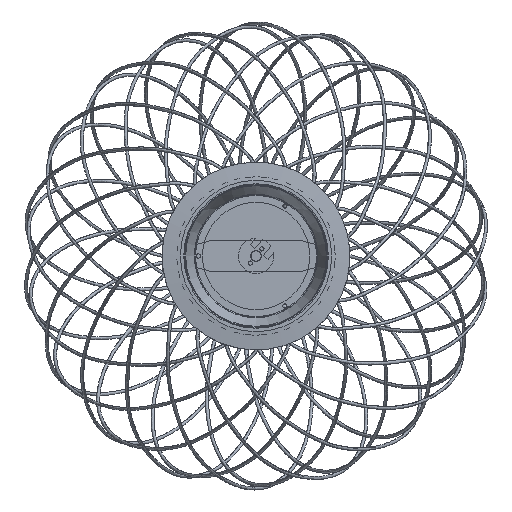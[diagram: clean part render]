
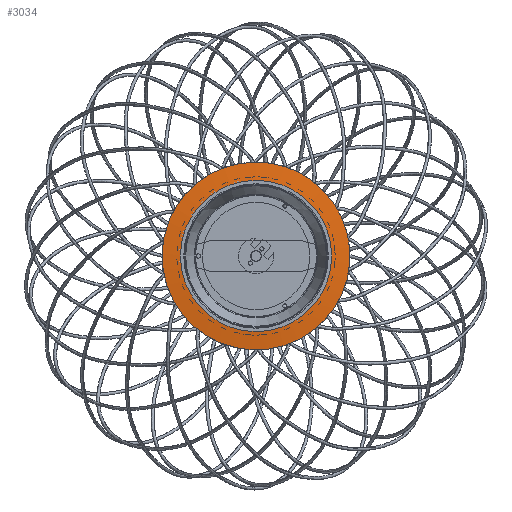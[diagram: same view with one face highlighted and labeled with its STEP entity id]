
A CAD part, front view. The second image highlights one B-rep face of the part: STEP entity #3034.
In plain terms, the highlighted conical face has half-angle 83.88 degrees and reference radius 89.329 mm.
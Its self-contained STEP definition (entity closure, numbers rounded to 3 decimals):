
#249=CONICAL_SURFACE('',#3352,89.329,1.464);
#575=FACE_OUTER_BOUND('',#718,.T.);
#718=EDGE_LOOP('',(#2320,#2321,#2322,#2323,#2324,#2325,#2326));
#1018=LINE('',#4302,#1140);
#1140=VECTOR('',#3711,89.329);
#1307=CIRCLE('',#3315,92.);
#1308=CIRCLE('',#3316,92.);
#1331=CIRCLE('',#3348,65.291);
#1332=CIRCLE('',#3349,65.291);
#1334=CIRCLE('',#3351,65.291);
#1433=VERTEX_POINT('',#4236);
#1434=VERTEX_POINT('',#4238);
#1454=VERTEX_POINT('',#4294);
#1455=VERTEX_POINT('',#4295);
#1456=VERTEX_POINT('',#4297);
#1764=EDGE_CURVE('',#1433,#1434,#1307,.T.);
#1765=EDGE_CURVE('',#1434,#1433,#1308,.T.);
#1791=EDGE_CURVE('',#1454,#1455,#1331,.T.);
#1792=EDGE_CURVE('',#1456,#1454,#1332,.T.);
#1794=EDGE_CURVE('',#1455,#1456,#1334,.T.);
#1795=EDGE_CURVE('',#1433,#1455,#1018,.T.);
#2320=ORIENTED_EDGE('',*,*,#1765,.F.);
#2321=ORIENTED_EDGE('',*,*,#1764,.F.);
#2322=ORIENTED_EDGE('',*,*,#1795,.T.);
#2323=ORIENTED_EDGE('',*,*,#1794,.T.);
#2324=ORIENTED_EDGE('',*,*,#1792,.T.);
#2325=ORIENTED_EDGE('',*,*,#1791,.T.);
#2326=ORIENTED_EDGE('',*,*,#1795,.F.);
#3034=ADVANCED_FACE('',(#575),#249,.T.);
#3315=AXIS2_PLACEMENT_3D('',#4239,#3632,#3633);
#3316=AXIS2_PLACEMENT_3D('',#4240,#3634,#3635);
#3348=AXIS2_PLACEMENT_3D('',#4296,#3701,#3702);
#3349=AXIS2_PLACEMENT_3D('',#4298,#3703,#3704);
#3351=AXIS2_PLACEMENT_3D('',#4300,#3707,#3708);
#3352=AXIS2_PLACEMENT_3D('',#4301,#3709,#3710);
#3632=DIRECTION('center_axis',(0.,1.,0.));
#3633=DIRECTION('ref_axis',(0.,0.,1.));
#3634=DIRECTION('center_axis',(0.,1.,0.));
#3635=DIRECTION('ref_axis',(0.,0.,1.));
#3701=DIRECTION('center_axis',(0.,1.,0.));
#3702=DIRECTION('ref_axis',(0.,0.,-1.));
#3703=DIRECTION('center_axis',(0.,1.,0.));
#3704=DIRECTION('ref_axis',(0.,0.,-1.));
#3707=DIRECTION('center_axis',(0.,1.,0.));
#3708=DIRECTION('ref_axis',(0.,0.,-1.));
#3709=DIRECTION('center_axis',(0.,1.,0.));
#3710=DIRECTION('ref_axis',(-0.581,0.,-0.814));
#3711=DIRECTION('',(-0.578,-0.107,-0.809));
#4236=CARTESIAN_POINT('',(53.462,3.,74.872));
#4238=CARTESIAN_POINT('',(0.,3.,92.));
#4239=CARTESIAN_POINT('Origin',(0.,3.,0.));
#4240=CARTESIAN_POINT('Origin',(0.,3.,0.));
#4294=CARTESIAN_POINT('',(0.,0.136,65.291));
#4295=CARTESIAN_POINT('',(37.941,0.136,53.135));
#4296=CARTESIAN_POINT('Origin',(0.,0.136,0.));
#4297=CARTESIAN_POINT('',(0.,0.136,-65.291));
#4298=CARTESIAN_POINT('Origin',(0.,0.136,0.));
#4300=CARTESIAN_POINT('Origin',(0.,0.136,0.));
#4301=CARTESIAN_POINT('Origin',(0.,2.714,
0.));
#4302=CARTESIAN_POINT('',(51.91,2.714,72.698));
